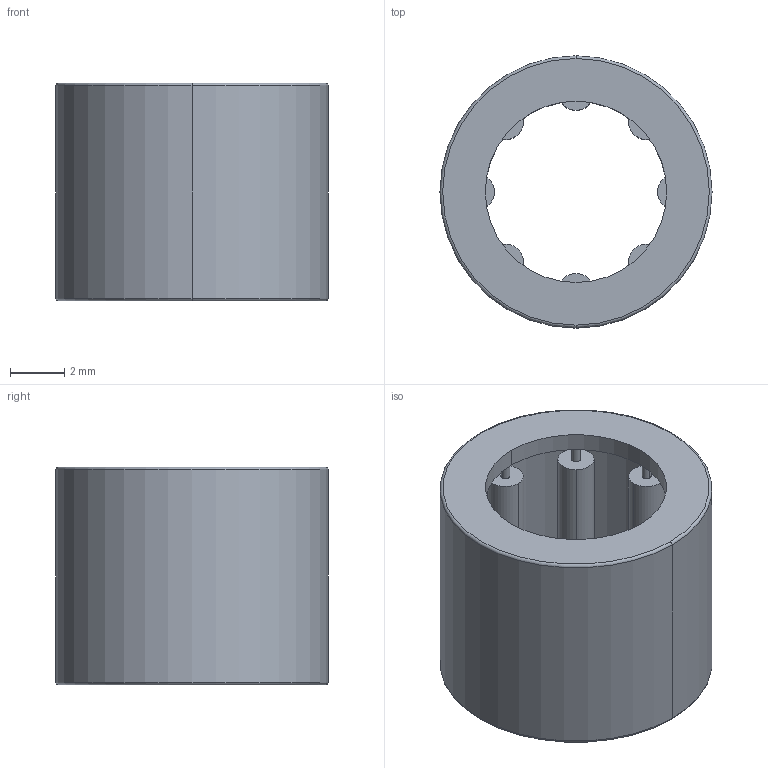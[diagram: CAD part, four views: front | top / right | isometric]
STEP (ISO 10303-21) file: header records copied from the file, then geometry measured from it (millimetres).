
FILE_DESCRIPTION (( 'STEP AP203' ), '1' );
FILE_NAME ('5905K351_Needle-Roller Bearing.STEP', '2022-03-14T19:56:19', ( 'Administrator' ), ( 'Managed by Terraform' ), 'SwSTEP 2.0', 'SolidWorks 2017', '' );
FILE_SCHEMA (( 'CONFIG_CONTROL_DESIGN' ));
Length unit declared in the file: millimetre
Products named in the file (1): 5905K351_Needle-Roller Bearing
Bounding box: 10 x 10 x 8 mm (x, y, z)
Volume: 248.9 mm3; surface area: 895.1 mm2
Topology: 17 solids, 17 shells, 96 faces, 176 edges, 116 vertices
Faces by surface type: cylinder 56, plane 36, torus 4
Entity records: 2509 total; most frequent: DIRECTION 490, CARTESIAN_POINT 389, ORIENTED_EDGE 352, AXIS2_PLACEMENT_3D 217, EDGE_CURVE 176, CIRCLE 120, VERTEX_POINT 116, EDGE_LOOP 116
